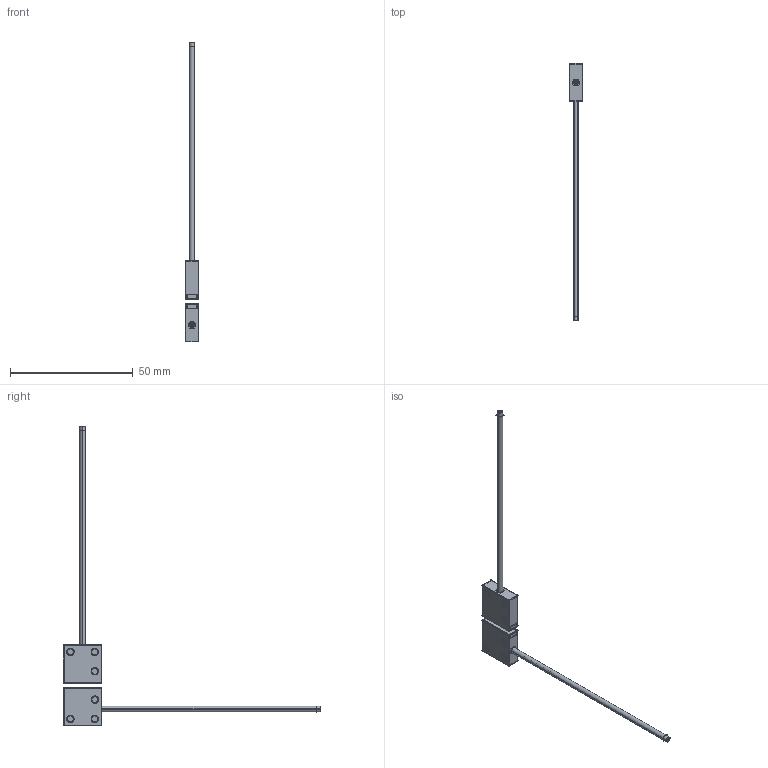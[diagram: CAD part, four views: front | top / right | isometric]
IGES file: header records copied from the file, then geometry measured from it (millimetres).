
Start section:  PTC IGES file: 193977.igs
Global section: file name: 193977.igs; native system: Creo Parametric by Parametric Technology Corporation; preprocessor: 2013230; author: pdmadmin; organization: Unknown; date: 20160309.162057; units: millimetre
Bounding box: 5.28 x 104.72 x 122.12 mm (x, y, z)
Volume: 2289.2 mm3; surface area: 32814.5 mm2
Topology: 36 solids, 42 shells, 736 faces, 3586 edges, 4588 vertices
Faces by surface type: revolution 402, bspline 334
